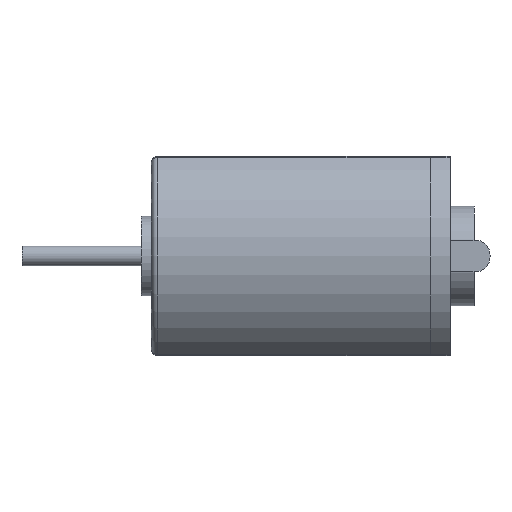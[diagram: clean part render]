
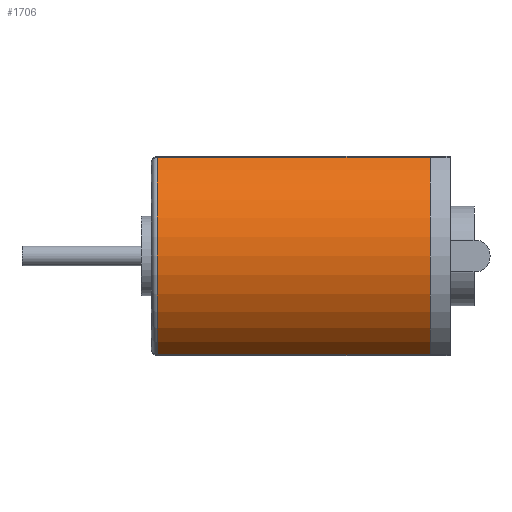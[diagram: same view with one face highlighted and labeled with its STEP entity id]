
A CAD part, left-side view. The second image highlights one B-rep face of the part: STEP entity #1706.
In plain terms, the highlighted cylindrical face has radius 6 mm (diameter 12 mm), a partial arc.
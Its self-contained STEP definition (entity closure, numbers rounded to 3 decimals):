
#352 = CYLINDRICAL_SURFACE('',#353,6.);
#353 = AXIS2_PLACEMENT_3D('',#354,#355,#356);
#354 = CARTESIAN_POINT('',(0.,-14.,0.));
#355 = DIRECTION('',(0.,1.,0.));
#356 = DIRECTION('',(1.,0.,0.));
#902 = EDGE_CURVE('',#903,#905,#907,.T.);
#903 = VERTEX_POINT('',#904);
#904 = CARTESIAN_POINT('',(-3.395,-14.,4.947));
#905 = VERTEX_POINT('',#906);
#906 = CARTESIAN_POINT('',(-3.395,-14.,-4.947));
#907 = SURFACE_CURVE('',#908,(#913,#920),.PCURVE_S1.);
#908 = CIRCLE('',#909,6.);
#909 = AXIS2_PLACEMENT_3D('',#910,#911,#912);
#910 = CARTESIAN_POINT('',(0.,-14.,0.));
#911 = DIRECTION('',(0.,-1.,0.));
#912 = DIRECTION('',(1.,0.,0.));
#913 = PCURVE('',#352,#914);
#914 = DEFINITIONAL_REPRESENTATION('',(#915),#919);
#915 = LINE('',#916,#917);
#916 = CARTESIAN_POINT('',(-0.,0.));
#917 = VECTOR('',#918,1.);
#918 = DIRECTION('',(-1.,0.));
#919 = ( GEOMETRIC_REPRESENTATION_CONTEXT(2) 
PARAMETRIC_REPRESENTATION_CONTEXT() REPRESENTATION_CONTEXT('2D SPACE',''
  ) );
#920 = PCURVE('',#921,#926);
#921 = CYLINDRICAL_SURFACE('',#922,6.);
#922 = AXIS2_PLACEMENT_3D('',#923,#924,#925);
#923 = CARTESIAN_POINT('',(0.,0.,0.));
#924 = DIRECTION('',(0.,1.,0.));
#925 = DIRECTION('',(1.,0.,0.));
#926 = DEFINITIONAL_REPRESENTATION('',(#927),#931);
#927 = LINE('',#928,#929);
#928 = CARTESIAN_POINT('',(-0.,-14.));
#929 = VECTOR('',#930,1.);
#930 = DIRECTION('',(-1.,0.));
#931 = ( GEOMETRIC_REPRESENTATION_CONTEXT(2) 
PARAMETRIC_REPRESENTATION_CONTEXT() REPRESENTATION_CONTEXT('2D SPACE',''
  ) );
#996 = CYLINDRICAL_SURFACE('',#997,0.3);
#997 = AXIS2_PLACEMENT_3D('',#998,#999,#1000);
#998 = CARTESIAN_POINT('',(-3.225,0.,4.7));
#999 = DIRECTION('',(0.,-1.,0.));
#1000 = DIRECTION('',(-0.566,0.,0.825)
  );
#1051 = CYLINDRICAL_SURFACE('',#1052,0.3);
#1052 = AXIS2_PLACEMENT_3D('',#1053,#1054,#1055);
#1053 = CARTESIAN_POINT('',(-3.225,0.,-4.7));
#1054 = DIRECTION('',(0.,-1.,0.));
#1055 = DIRECTION('',(-0.566,0.,
    -0.825));
#1706 = ADVANCED_FACE('',(#1707),#921,.T.);
#1707 = FACE_BOUND('',#1708,.F.);
#1708 = EDGE_LOOP('',(#1709,#1710,#1733,#1762));
#1709 = ORIENTED_EDGE('',*,*,#902,.T.);
#1710 = ORIENTED_EDGE('',*,*,#1711,.F.);
#1711 = EDGE_CURVE('',#1712,#905,#1714,.T.);
#1712 = VERTEX_POINT('',#1713);
#1713 = CARTESIAN_POINT('',(-3.395,-0.3,-4.947));
#1714 = SURFACE_CURVE('',#1715,(#1719,#1726),.PCURVE_S1.);
#1715 = LINE('',#1716,#1717);
#1716 = CARTESIAN_POINT('',(-3.395,0.,
    -4.947));
#1717 = VECTOR('',#1718,1.);
#1718 = DIRECTION('',(0.,-1.,0.));
#1719 = PCURVE('',#921,#1720);
#1720 = DEFINITIONAL_REPRESENTATION('',(#1721),#1725);
#1721 = LINE('',#1722,#1723);
#1722 = CARTESIAN_POINT('',(-4.111,0.));
#1723 = VECTOR('',#1724,1.);
#1724 = DIRECTION('',(-0.,-1.));
#1725 = ( GEOMETRIC_REPRESENTATION_CONTEXT(2) 
PARAMETRIC_REPRESENTATION_CONTEXT() REPRESENTATION_CONTEXT('2D SPACE',''
  ) );
#1726 = PCURVE('',#1051,#1727);
#1727 = DEFINITIONAL_REPRESENTATION('',(#1728),#1732);
#1728 = LINE('',#1729,#1730);
#1729 = CARTESIAN_POINT('',(0.,0.));
#1730 = VECTOR('',#1731,1.);
#1731 = DIRECTION('',(0.,1.));
#1732 = ( GEOMETRIC_REPRESENTATION_CONTEXT(2) 
PARAMETRIC_REPRESENTATION_CONTEXT() REPRESENTATION_CONTEXT('2D SPACE',''
  ) );
#1733 = ORIENTED_EDGE('',*,*,#1734,.F.);
#1734 = EDGE_CURVE('',#1735,#1712,#1737,.T.);
#1735 = VERTEX_POINT('',#1736);
#1736 = CARTESIAN_POINT('',(-3.395,-0.3,4.947));
#1737 = SURFACE_CURVE('',#1738,(#1743,#1750),.PCURVE_S1.);
#1738 = CIRCLE('',#1739,6.);
#1739 = AXIS2_PLACEMENT_3D('',#1740,#1741,#1742);
#1740 = CARTESIAN_POINT('',(0.,-0.3,0.));
#1741 = DIRECTION('',(0.,-1.,0.));
#1742 = DIRECTION('',(-0.553,0.,0.833)
  );
#1743 = PCURVE('',#921,#1744);
#1744 = DEFINITIONAL_REPRESENTATION('',(#1745),#1749);
#1745 = LINE('',#1746,#1747);
#1746 = CARTESIAN_POINT('',(-2.156,-0.3));
#1747 = VECTOR('',#1748,1.);
#1748 = DIRECTION('',(-1.,0.));
#1749 = ( GEOMETRIC_REPRESENTATION_CONTEXT(2) 
PARAMETRIC_REPRESENTATION_CONTEXT() REPRESENTATION_CONTEXT('2D SPACE',''
  ) );
#1750 = PCURVE('',#1751,#1756);
#1751 = TOROIDAL_SURFACE('',#1752,5.7,0.3);
#1752 = AXIS2_PLACEMENT_3D('',#1753,#1754,#1755);
#1753 = CARTESIAN_POINT('',(0.,-0.3,0.));
#1754 = DIRECTION('',(0.,1.,0.));
#1755 = DIRECTION('',(-0.553,0.,0.833)
  );
#1756 = DEFINITIONAL_REPRESENTATION('',(#1757),#1761);
#1757 = LINE('',#1758,#1759);
#1758 = CARTESIAN_POINT('',(-0.,0.));
#1759 = VECTOR('',#1760,1.);
#1760 = DIRECTION('',(-1.,0.));
#1761 = ( GEOMETRIC_REPRESENTATION_CONTEXT(2) 
PARAMETRIC_REPRESENTATION_CONTEXT() REPRESENTATION_CONTEXT('2D SPACE',''
  ) );
#1762 = ORIENTED_EDGE('',*,*,#1763,.T.);
#1763 = EDGE_CURVE('',#1735,#903,#1764,.T.);
#1764 = SURFACE_CURVE('',#1765,(#1769,#1776),.PCURVE_S1.);
#1765 = LINE('',#1766,#1767);
#1766 = CARTESIAN_POINT('',(-3.395,0.,
    4.947));
#1767 = VECTOR('',#1768,1.);
#1768 = DIRECTION('',(0.,-1.,0.));
#1769 = PCURVE('',#921,#1770);
#1770 = DEFINITIONAL_REPRESENTATION('',(#1771),#1775);
#1771 = LINE('',#1772,#1773);
#1772 = CARTESIAN_POINT('',(-2.172,-0.));
#1773 = VECTOR('',#1774,1.);
#1774 = DIRECTION('',(-0.,-1.));
#1775 = ( GEOMETRIC_REPRESENTATION_CONTEXT(2) 
PARAMETRIC_REPRESENTATION_CONTEXT() REPRESENTATION_CONTEXT('2D SPACE',''
  ) );
#1776 = PCURVE('',#996,#1777);
#1777 = DEFINITIONAL_REPRESENTATION('',(#1778),#1782);
#1778 = LINE('',#1779,#1780);
#1779 = CARTESIAN_POINT('',(-0.,0.));
#1780 = VECTOR('',#1781,1.);
#1781 = DIRECTION('',(-0.,1.));
#1782 = ( GEOMETRIC_REPRESENTATION_CONTEXT(2) 
PARAMETRIC_REPRESENTATION_CONTEXT() REPRESENTATION_CONTEXT('2D SPACE',''
  ) );
